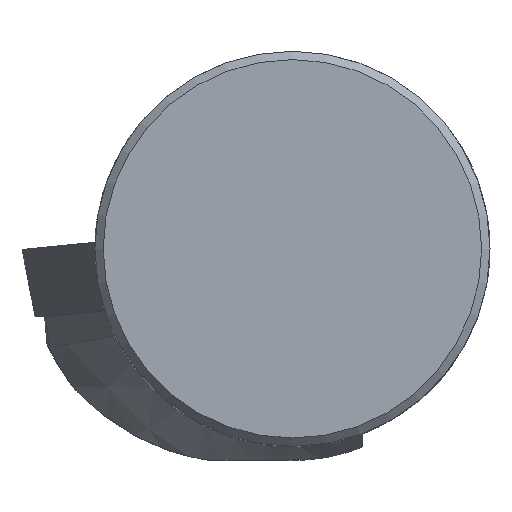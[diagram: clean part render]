
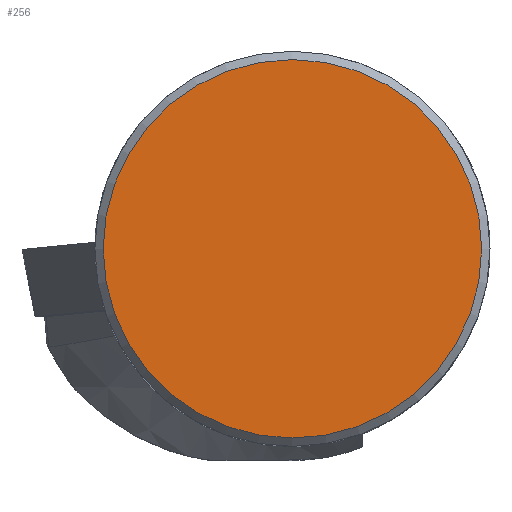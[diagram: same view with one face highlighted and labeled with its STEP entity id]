
A CAD part, top view. The second image highlights one B-rep face of the part: STEP entity #256.
In plain terms, the highlighted planar face has unit normal (0, 0, 1).
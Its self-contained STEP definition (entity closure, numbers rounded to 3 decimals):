
#120=PLANE('',#1445);
#191=FACE_OUTER_BOUND('',#581,.T.);
#256=ADVANCED_FACE('',(#191),#120,.F.);
#581=EDGE_LOOP('',(#869));
#869=ORIENTED_EDGE('',*,*,#1204,.F.);
#1042=VERTEX_POINT('',#2389);
#1204=EDGE_CURVE('',#1042,#1042,#1269,.T.);
#1269=CIRCLE('',#1443,15.325);
#1443=AXIS2_PLACEMENT_3D('',#2388,#1760,#1761);
#1445=AXIS2_PLACEMENT_3D('',#2391,#1764,#1765);
#1760=DIRECTION('',(0.,0.,-1.));
#1761=DIRECTION('',(-1.,0.,0.));
#1764=DIRECTION('',(0.,0.,-1.));
#1765=DIRECTION('',(1.,0.,0.));
#2388=CARTESIAN_POINT('',(0.,0.,0.));
#2389=CARTESIAN_POINT('',(-15.325,0.,0.));
#2391=CARTESIAN_POINT('',(0.,0.,0.));
